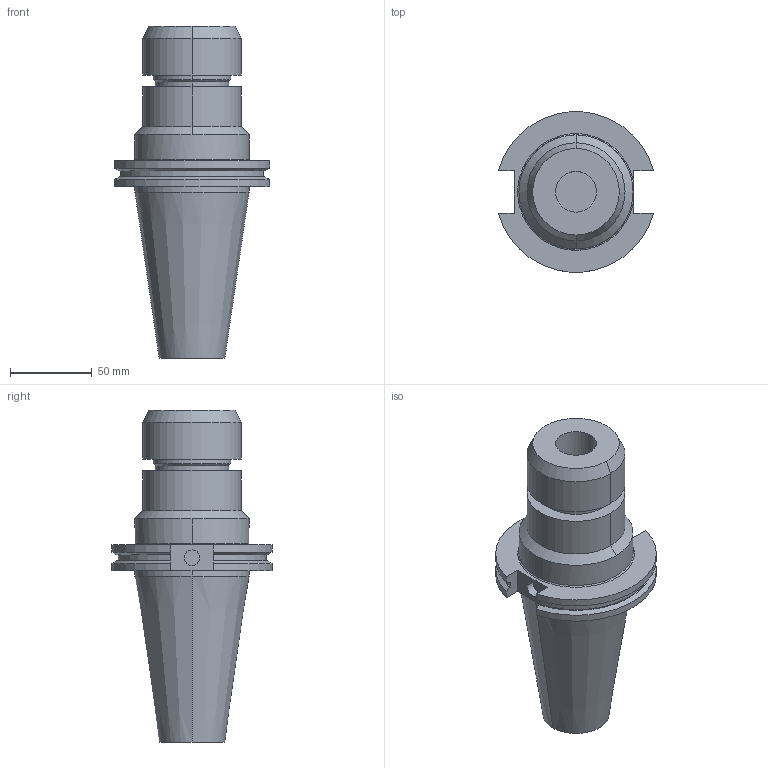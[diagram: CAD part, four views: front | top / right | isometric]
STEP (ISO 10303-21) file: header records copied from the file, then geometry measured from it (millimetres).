
FILE_DESCRIPTION (( 'STEP AP203' ), '1' );
FILE_NAME ('STP-23032.STEP', '2020-06-17T09:41:04', ( '' ), ( '' ), 'SwSTEP 2.0', 'SolidWorks 2017', '' );
FILE_SCHEMA (( 'CONFIG_CONTROL_DESIGN' ));
Length unit declared in the file: millimetre
Products named in the file (1): STP-23032
Bounding box: 94.95 x 98.05 x 203.2 mm (x, y, z)
Volume: 543773.7 mm3; surface area: 63601 mm2
Topology: 1 solids, 1 shells, 67 faces, 157 edges, 97 vertices
Faces by surface type: cylinder 28, plane 19, cone 18, torus 1, bspline 1
Entity records: 2036 total; most frequent: CARTESIAN_POINT 395, DIRECTION 350, ORIENTED_EDGE 310, EDGE_CURVE 155, AXIS2_PLACEMENT_3D 138, VERTEX_POINT 97, EDGE_LOOP 74, LINE 74
